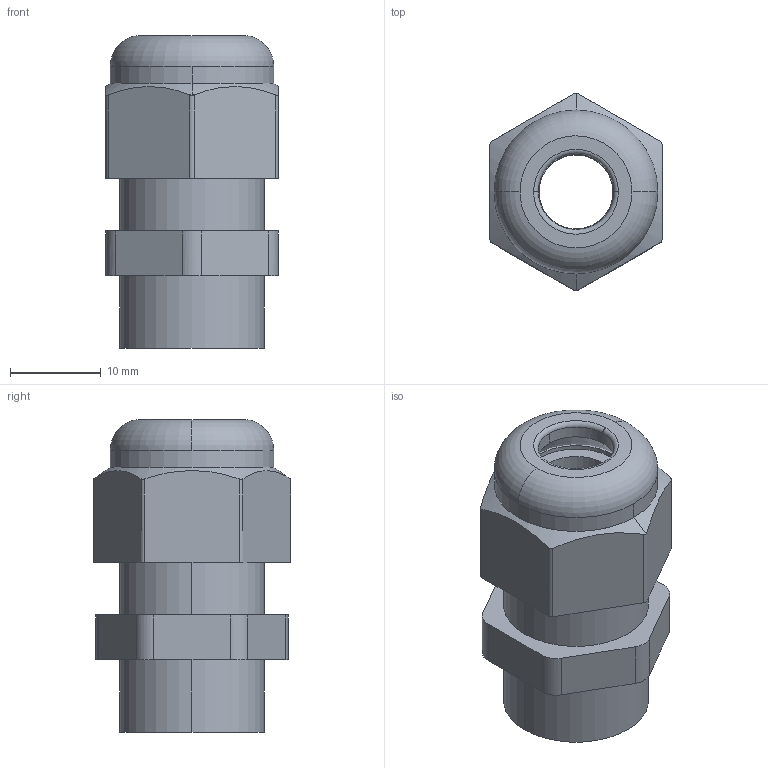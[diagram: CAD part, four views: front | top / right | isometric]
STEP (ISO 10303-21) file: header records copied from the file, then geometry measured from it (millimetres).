
FILE_DESCRIPTION(('CATIA V5 STEP Exchange','CAx-IF Rec.Pracs.--- Model Styling and Organization---1.4--- 2014-01-23'),'2;1');
FILE_NAME ('026174-2_1', '2019-11-07T09:17:50+00:00', ('none'), ('Weidmueller'), 'CATIA Version 5-6 Release 2016 SP3 HF44', 'CATIA V5 STEP AP214', 'none');
FILE_SCHEMA(('AUTOMOTIVE_DESIGN { 1 0 10303 214 1 1 1 1 }'));
Length unit declared in the file: millimetre
Products named in the file (1): VG_M16_4-8
Bounding box: 19 x 21.78 x 34.5 mm (x, y, z)
Volume: 6328.1 mm3; surface area: 5619.5 mm2
Topology: 3 solids, 3 shells, 71 faces, 206 edges, 146 vertices
Faces by surface type: cylinder 34, plane 23, torus 8, cone 6
Entity records: 2622 total; most frequent: CARTESIAN_POINT 778, ORIENTED_EDGE 412, DIRECTION 299, EDGE_CURVE 206, AXIS2_PLACEMENT_3D 164, VERTEX_POINT 146, CIRCLE 97, EDGE_LOOP 82
